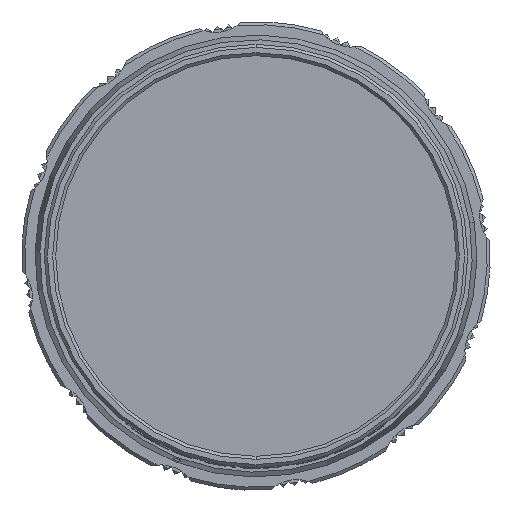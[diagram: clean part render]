
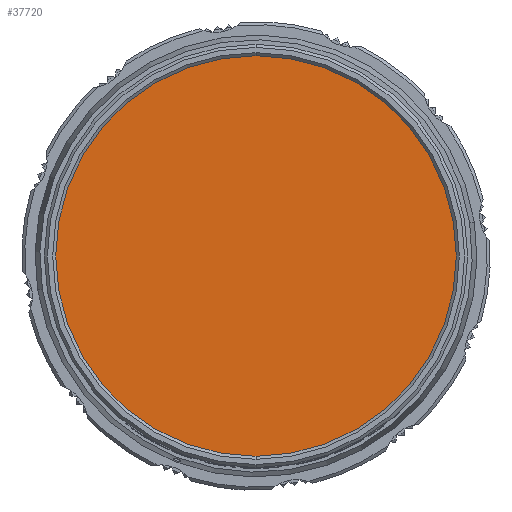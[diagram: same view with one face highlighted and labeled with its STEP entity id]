
A CAD part, left-side view. The second image highlights one B-rep face of the part: STEP entity #37720.
In plain terms, the highlighted planar face has unit normal (-1, 0, 0).
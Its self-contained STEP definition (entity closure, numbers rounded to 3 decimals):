
#2373 = PLANE ( 'NONE',  #43143 ) ;
#3225 = EDGE_LOOP ( 'NONE', ( #15108, #39252 ) ) ;
#10195 = VERTEX_POINT ( 'NONE', #45452 ) ;
#10401 = VERTEX_POINT ( 'NONE', #23545 ) ;
#13930 = CARTESIAN_POINT ( 'NONE',  ( -20.856, 13.25, 0. ) ) ;
#15108 = ORIENTED_EDGE ( 'NONE', *, *, #31233, .T. ) ;
#18101 = CIRCLE ( 'NONE', #39757, 13.25 ) ;
#19450 = CARTESIAN_POINT ( 'NONE',  ( -20.856, 0., 0. ) ) ;
#19619 = DIRECTION ( 'NONE',  ( 0., 0., 1. ) ) ;
#19747 = DIRECTION ( 'NONE',  ( 0., 0., 1. ) ) ;
#19874 = CIRCLE ( 'NONE', #24055, 13.25 ) ;
#23545 = CARTESIAN_POINT ( 'NONE',  ( -20.856, 0., 13.25 ) ) ;
#24055 = AXIS2_PLACEMENT_3D ( 'NONE', #38913, #42766, #19747 ) ;
#25700 = DIRECTION ( 'NONE',  ( 1., 0., 0. ) ) ;
#31233 = EDGE_CURVE ( 'NONE', #10401, #10195, #18101, .T. ) ;
#37720 = ADVANCED_FACE ( 'NONE', ( #39433 ), #2373, .F. ) ;
#38913 = CARTESIAN_POINT ( 'NONE',  ( -20.856, 0., 0. ) ) ;
#39252 = ORIENTED_EDGE ( 'NONE', *, *, #48440, .T. ) ;
#39433 = FACE_OUTER_BOUND ( 'NONE', #3225, .T. ) ;
#39757 = AXIS2_PLACEMENT_3D ( 'NONE', #19450, #42638, #19619 ) ;
#42638 = DIRECTION ( 'NONE',  ( -1., 0., 0. ) ) ;
#42766 = DIRECTION ( 'NONE',  ( -1., 0., 0. ) ) ;
#43143 = AXIS2_PLACEMENT_3D ( 'NONE', #13930, #25700, #44531 ) ;
#44531 = DIRECTION ( 'NONE',  ( 0., 0., -1. ) ) ;
#45452 = CARTESIAN_POINT ( 'NONE',  ( -20.856, 0., -13.25 ) ) ;
#48440 = EDGE_CURVE ( 'NONE', #10195, #10401, #19874, .T. ) ;
